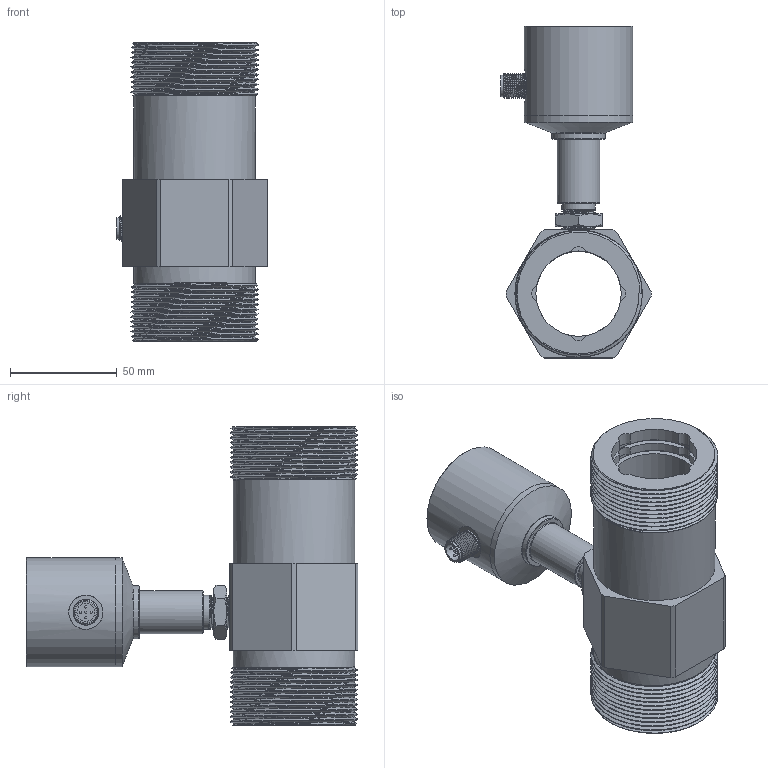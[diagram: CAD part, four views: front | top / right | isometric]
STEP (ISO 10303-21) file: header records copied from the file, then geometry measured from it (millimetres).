
FILE_DESCRIPTION(/* description */ (''),/* implementation_level */ '2;1');
FILE_NAME(/* name */ 'FM120-DN40-G2M FM120涡轮流量计40口径G2外螺纹连接.stp',/* time_stamp */ '2023-02-28T14:32:48+08:00',/* author */ (''),/* organization */ (''),/* preprocessor_version */ 'ST-DEVELOPER v16',/* originating_system */ 'SIEMENS PLM Software NX 10.0',/* authorisation */ '');
FILE_SCHEMA (('CONFIG_CONTROL_DESIGN'));
Length unit declared in the file: millimetre
Products named in the file (1): _stp
Bounding box: 70.41 x 155.5 x 140 mm (x, y, z)
Volume: 317621.2 mm3; surface area: 88105.9 mm2
Topology: 8 solids, 8 shells, 678 faces, 1812 edges, 1195 vertices
Faces by surface type: plane 496, cylinder 108, bspline 35, cone 26, sphere 10, torus 3
Full cylindrical faces by diameter (mm): 1 x10, 3 x2, 5.2 x3, 8.4 x1, 9.7 x1, 9.8 x1, 10.1 x1, 11 x1, 11.6 x1, 12 x1, 15 x1, 15.9 x1, 16 x1, 16.5 x1, 19 x2, 20 x1, 25 x1, 40 x1, 45 x4, 47 x1, 47.5 x1, 48 x2, 51 x2, 57 x2
Entity records: 29474 total; most frequent: CARTESIAN_POINT 13279, ORIENTED_EDGE 3372, DIRECTION 3059, EDGE_CURVE 1686, LINE 1315, VECTOR 1315, VERTEX_POINT 1147, AXIS2_PLACEMENT_3D 872
